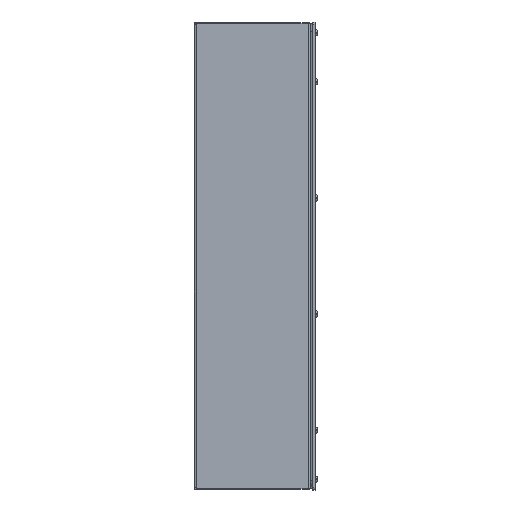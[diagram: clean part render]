
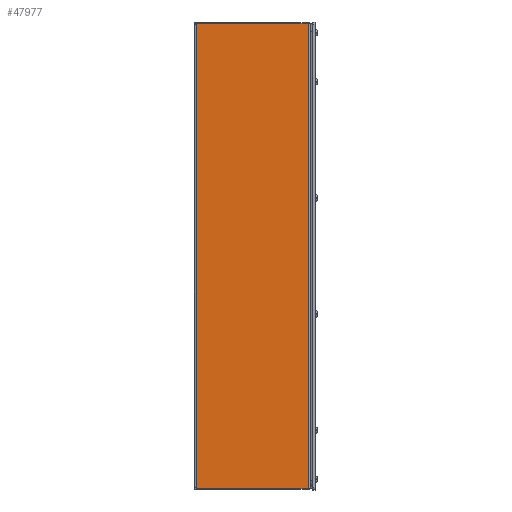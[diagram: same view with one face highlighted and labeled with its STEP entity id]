
A CAD part, left-side view. The second image highlights one B-rep face of the part: STEP entity #47977.
In plain terms, the highlighted planar face has unit normal (-1, 0, 0).
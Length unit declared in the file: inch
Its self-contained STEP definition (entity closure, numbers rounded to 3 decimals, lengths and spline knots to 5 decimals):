
#1624 = LINE ( 'NONE', #36058, #13779 ) ;
#2535 = CARTESIAN_POINT ( 'NONE',  ( -12.0675, 5.89, -12.0675 ) ) ;
#2557 = CARTESIAN_POINT ( 'NONE',  ( -12.0675, 0.11, 12.0625 ) ) ;
#2929 = VERTEX_POINT ( 'NONE', #2557 ) ;
#3345 = ORIENTED_EDGE ( 'NONE', *, *, #19839, .F. ) ;
#4201 = EDGE_LOOP ( 'NONE', ( #3345, #13179, #41908, #26302 ) ) ;
#5081 = VECTOR ( 'NONE', #30138, 39.37008 ) ;
#7493 = FACE_OUTER_BOUND ( 'NONE', #4201, .T. ) ;
#8304 = CARTESIAN_POINT ( 'NONE',  ( -12.0675, 6., -12.0675 ) ) ;
#10408 = LINE ( 'NONE', #49433, #5081 ) ;
#11135 = CARTESIAN_POINT ( 'NONE',  ( -12.0675, 0.11, -12.0675 ) ) ;
#12996 = VERTEX_POINT ( 'NONE', #40263 ) ;
#13022 = DIRECTION ( 'NONE',  ( 0., -1., 0. ) ) ;
#13179 = ORIENTED_EDGE ( 'NONE', *, *, #40755, .F. ) ;
#13762 = LINE ( 'NONE', #29220, #17015 ) ;
#13779 = VECTOR ( 'NONE', #13022, 39.37008 ) ;
#17015 = VECTOR ( 'NONE', #49719, 39.37008 ) ;
#19839 = EDGE_CURVE ( 'NONE', #2929, #30526, #10408, .T. ) ;
#20340 = PLANE ( 'NONE',  #47564 ) ;
#23246 = DIRECTION ( 'NONE',  ( 0., -1., 0. ) ) ;
#26302 = ORIENTED_EDGE ( 'NONE', *, *, #43541, .T. ) ;
#29220 = CARTESIAN_POINT ( 'NONE',  ( -12.0675, 5.89, -12.0675 ) ) ;
#30138 = DIRECTION ( 'NONE',  ( 0., 0., -1. ) ) ;
#30526 = VERTEX_POINT ( 'NONE', #11135 ) ;
#34329 = DIRECTION ( 'NONE',  ( 1., 0., 0. ) ) ;
#36058 = CARTESIAN_POINT ( 'NONE',  ( -12.0675, 6., 12.0625 ) ) ;
#37581 = VERTEX_POINT ( 'NONE', #2535 ) ;
#39475 = LINE ( 'NONE', #8304, #40753 ) ;
#40263 = CARTESIAN_POINT ( 'NONE',  ( -12.0675, 5.89, 12.0625 ) ) ;
#40753 = VECTOR ( 'NONE', #23246, 39.37008 ) ;
#40755 = EDGE_CURVE ( 'NONE', #12996, #2929, #1624, .T. ) ;
#40918 = EDGE_CURVE ( 'NONE', #37581, #12996, #13762, .T. ) ;
#41908 = ORIENTED_EDGE ( 'NONE', *, *, #40918, .F. ) ;
#43541 = EDGE_CURVE ( 'NONE', #37581, #30526, #39475, .T. ) ;
#46288 = CARTESIAN_POINT ( 'NONE',  ( -12.0675, 6., -12.0675 ) ) ;
#47564 = AXIS2_PLACEMENT_3D ( 'NONE', #46288, #34329, #49825 ) ;
#47977 = ADVANCED_FACE ( 'NONE', ( #7493 ), #20340, .F. ) ;
#49433 = CARTESIAN_POINT ( 'NONE',  ( -12.0675, 0.11, -12.0675 ) ) ;
#49719 = DIRECTION ( 'NONE',  ( 0., 0., 1. ) ) ;
#49825 = DIRECTION ( 'NONE',  ( 0., -1., 0. ) ) ;
